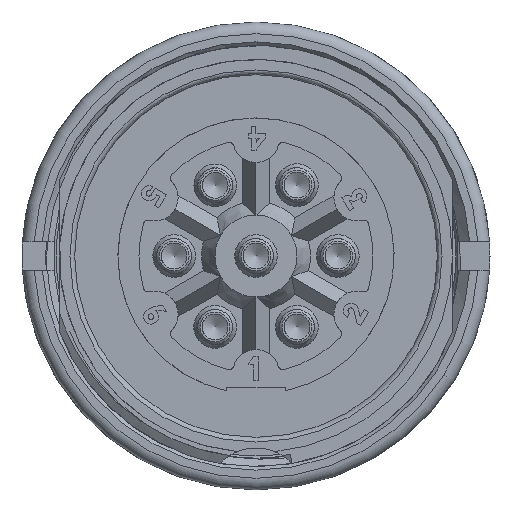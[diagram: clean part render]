
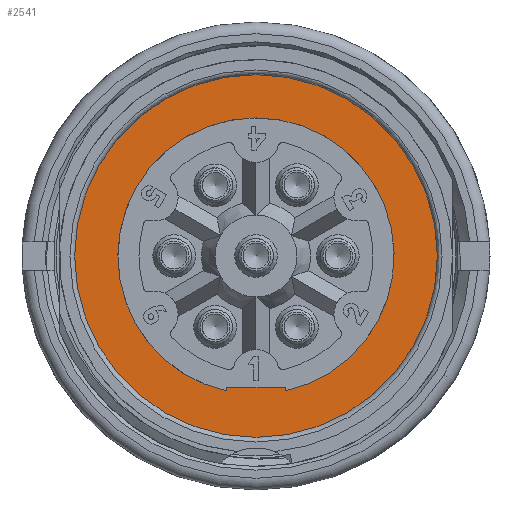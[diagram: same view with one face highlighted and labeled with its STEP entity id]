
A CAD part, left-side view. The second image highlights one B-rep face of the part: STEP entity #2541.
In plain terms, the highlighted planar face has unit normal (-1, 0, 0).
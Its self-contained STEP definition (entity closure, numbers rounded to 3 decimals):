
#1649=FACE_BOUND('',#3453,.T.);
#1650=FACE_BOUND('',#3454,.T.);
#2211=CIRCLE('',#8664,5.9);
#2214=CIRCLE('',#8673,7.75);
#2541=ADVANCED_FACE('',(#1649,#1650),#2917,.T.);
#2917=PLANE('',#8674);
#3453=EDGE_LOOP('',(#4589,#4590,#4591,#4592));
#3454=EDGE_LOOP('',(#4593));
#4589=ORIENTED_EDGE('',*,*,#7007,.F.);
#4590=ORIENTED_EDGE('',*,*,#7017,.F.);
#4591=ORIENTED_EDGE('',*,*,#7013,.T.);
#4592=ORIENTED_EDGE('',*,*,#7010,.F.);
#4593=ORIENTED_EDGE('',*,*,#7024,.T.);
#6166=VERTEX_POINT('',#11572);
#6168=VERTEX_POINT('',#11575);
#6170=VERTEX_POINT('',#11581);
#6172=VERTEX_POINT('',#11587);
#6177=VERTEX_POINT('',#11609);
#7007=EDGE_CURVE('',#6166,#6168,#7880,.T.);
#7010=EDGE_CURVE('',#6168,#6170,#7883,.T.);
#7013=EDGE_CURVE('',#6172,#6170,#2211,.T.);
#7017=EDGE_CURVE('',#6172,#6166,#7887,.T.);
#7024=EDGE_CURVE('',#6177,#6177,#2214,.T.);
#7880=LINE('',#11574,#8229);
#7883=LINE('',#11580,#8232);
#7887=LINE('',#11594,#8236);
#8229=VECTOR('',#9800,1.);
#8232=VECTOR('',#9805,1.);
#8236=VECTOR('',#9819,1.);
#8664=AXIS2_PLACEMENT_3D('',#11586,#9810,#9811);
#8673=AXIS2_PLACEMENT_3D('',#11608,#9836,#9837);
#8674=AXIS2_PLACEMENT_3D('',#11610,#9838,#9839);
#9800=DIRECTION('',(0.,-1.,0.));
#9805=DIRECTION('',(0.,0.,-1.));
#9810=DIRECTION('',(1.,0.,0.));
#9811=DIRECTION('',(0.,0.,1.));
#9819=DIRECTION('',(0.,0.,1.));
#9836=DIRECTION('',(-1.,0.,0.));
#9837=DIRECTION('',(0.,-1.,0.));
#9838=DIRECTION('',(-1.,0.,0.));
#9839=DIRECTION('',(0.,0.,1.));
#11572=CARTESIAN_POINT('',(3.5,1.25,-5.6));
#11574=CARTESIAN_POINT('',(3.5,-1.25,-5.6));
#11575=CARTESIAN_POINT('',(3.5,-1.25,-5.6));
#11580=CARTESIAN_POINT('',(3.5,-1.25,-6.601));
#11581=CARTESIAN_POINT('',(3.5,-1.25,-5.766));
#11586=CARTESIAN_POINT('',(3.5,0.,0.));
#11587=CARTESIAN_POINT('',(3.5,1.25,-5.766));
#11594=CARTESIAN_POINT('',(3.5,1.25,-5.6));
#11608=CARTESIAN_POINT('',(3.5,0.,0.));
#11609=CARTESIAN_POINT('',(3.5,-7.75,0.));
#11610=CARTESIAN_POINT('',(3.5,0.,0.));
